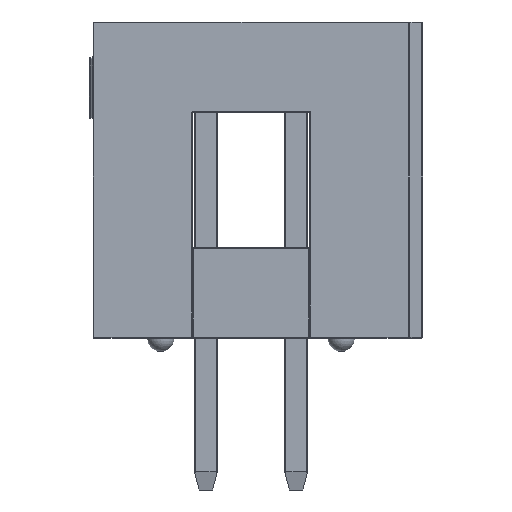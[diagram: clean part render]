
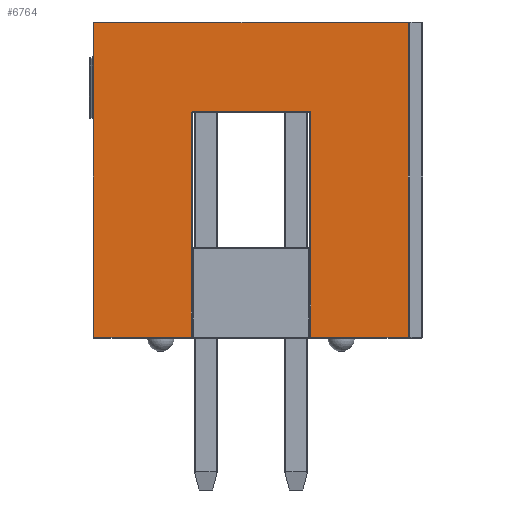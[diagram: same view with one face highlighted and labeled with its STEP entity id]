
A CAD part, left-side view. The second image highlights one B-rep face of the part: STEP entity #6764.
In plain terms, the highlighted planar face has unit normal (-1, 0, 0).
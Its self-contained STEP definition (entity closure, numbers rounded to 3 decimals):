
#508=CIRCLE('',#7326,0.051);
#645=PLANE('',#7480);
#984=FACE_OUTER_BOUND('',#1406,.T.);
#1406=EDGE_LOOP('',(#5457,#5458,#5459,#5460,#5461,#5462,#5463,#5464,#5465));
#1707=LINE('',#10280,#2301);
#1724=LINE('',#10489,#2318);
#1728=LINE('',#10513,#2322);
#1759=LINE('',#10665,#2353);
#1761=LINE('',#10668,#2355);
#1766=LINE('',#10676,#2360);
#1769=LINE('',#10680,#2363);
#1821=LINE('',#10758,#2415);
#2301=VECTOR('',#8194,10.);
#2318=VECTOR('',#8343,10.);
#2322=VECTOR('',#8371,10.);
#2353=VECTOR('',#8552,10.);
#2355=VECTOR('',#8556,10.);
#2360=VECTOR('',#8567,10.);
#2363=VECTOR('',#8572,10.);
#2415=VECTOR('',#8676,10.);
#2961=VERTEX_POINT('',#9940);
#2998=VERTEX_POINT('',#10147);
#3017=VERTEX_POINT('',#10279);
#3062=VERTEX_POINT('',#10482);
#3071=VERTEX_POINT('',#10507);
#3072=VERTEX_POINT('',#10509);
#3097=VERTEX_POINT('',#10581);
#3098=VERTEX_POINT('',#10585);
#3111=VERTEX_POINT('',#10629);
#3700=EDGE_CURVE('',#2961,#3017,#1707,.T.);
#3765=EDGE_CURVE('',#3062,#2998,#1724,.T.);
#3775=EDGE_CURVE('',#3071,#3072,#508,.T.);
#3777=EDGE_CURVE('',#3017,#3071,#1728,.T.);
#3854=EDGE_CURVE('',#3098,#3111,#1759,.T.);
#3856=EDGE_CURVE('',#3111,#3097,#1761,.T.);
#3861=EDGE_CURVE('',#3072,#3098,#1766,.T.);
#3864=EDGE_CURVE('',#3097,#3062,#1769,.T.);
#3916=EDGE_CURVE('',#2998,#2961,#1821,.T.);
#5457=ORIENTED_EDGE('',*,*,#3854,.F.);
#5458=ORIENTED_EDGE('',*,*,#3861,.F.);
#5459=ORIENTED_EDGE('',*,*,#3775,.F.);
#5460=ORIENTED_EDGE('',*,*,#3777,.F.);
#5461=ORIENTED_EDGE('',*,*,#3700,.F.);
#5462=ORIENTED_EDGE('',*,*,#3916,.F.);
#5463=ORIENTED_EDGE('',*,*,#3765,.F.);
#5464=ORIENTED_EDGE('',*,*,#3864,.F.);
#5465=ORIENTED_EDGE('',*,*,#3856,.F.);
#6764=ADVANCED_FACE('',(#984),#645,.T.);
#7326=AXIS2_PLACEMENT_3D('',#10510,#8365,#8366);
#7480=AXIS2_PLACEMENT_3D('',#10925,#8846,#8847);
#8194=DIRECTION('',(0.,0.,1.));
#8343=DIRECTION('',(0.,0.,-1.));
#8365=DIRECTION('center_axis',(-1.,0.,0.));
#8366=DIRECTION('ref_axis',(0.,0.707,0.707));
#8371=DIRECTION('',(0.,1.,0.));
#8552=DIRECTION('',(0.,1.,0.));
#8556=DIRECTION('',(0.,0.,1.));
#8567=DIRECTION('',(0.,0.,-1.));
#8572=DIRECTION('',(0.,-1.,0.));
#8676=DIRECTION('',(0.,1.,0.));
#8846=DIRECTION('center_axis',(-1.,0.,0.));
#8847=DIRECTION('ref_axis',(0.,-1.,0.));
#9940=CARTESIAN_POINT('',(-8.255,-1.676,0.025));
#10147=CARTESIAN_POINT('',(-8.255,-4.42,0.025));
#10279=CARTESIAN_POINT('',(-8.255,-1.676,6.375));
#10280=CARTESIAN_POINT('',(-8.255,-1.676,3.175));
#10482=CARTESIAN_POINT('',(-8.255,-4.42,8.865));
#10489=CARTESIAN_POINT('',(-8.255,-4.42,0.));
#10507=CARTESIAN_POINT('',(-8.255,1.626,6.375));
#10509=CARTESIAN_POINT('',(-8.255,1.676,6.325));
#10510=CARTESIAN_POINT('Origin',(-8.255,1.626,6.325));
#10513=CARTESIAN_POINT('',(-8.255,3.048,6.375));
#10581=CARTESIAN_POINT('',(-8.255,4.42,8.865));
#10585=CARTESIAN_POINT('',(-8.255,1.676,0.025));
#10629=CARTESIAN_POINT('',(-8.255,4.42,0.025));
#10665=CARTESIAN_POINT('',(-8.255,2.223,0.025));
#10668=CARTESIAN_POINT('',(-8.255,4.42,0.));
#10676=CARTESIAN_POINT('',(-8.255,1.676,0.));
#10680=CARTESIAN_POINT('',(-8.255,2.223,8.865));
#10758=CARTESIAN_POINT('',(-8.255,2.223,0.025));
#10925=CARTESIAN_POINT('Origin',(-8.255,4.445,0.));
